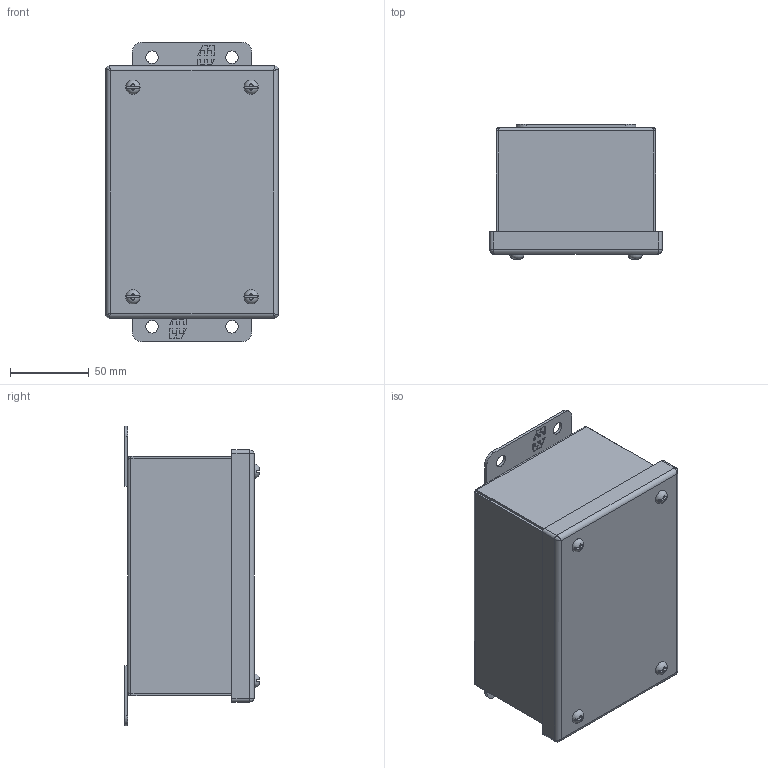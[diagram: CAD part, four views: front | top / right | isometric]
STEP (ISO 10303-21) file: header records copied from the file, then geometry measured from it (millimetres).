
FILE_DESCRIPTION (( 'STEP AP214' ), '1' );
FILE_NAME ('1414SCC.STEP', '2019-09-27T22:16:57', ( '' ), ( '' ), 'SwSTEP 2.0', 'SolidWorks 2018', '' );
FILE_SCHEMA (( 'AUTOMOTIVE_DESIGN' ));
Length unit declared in the file: inch
Products named in the file (1): 1414SCC
Bounding box: 109.52 x 85.64 x 190.5 mm (x, y, z)
Volume: 196648.6 mm3; surface area: 222595.1 mm2
Topology: 24 solids, 24 shells, 560 faces, 1363 edges, 869 vertices
Faces by surface type: plane 368, cylinder 136, bspline 28, cone 24, torus 4
Full cylindrical faces by diameter (mm): 3.759 x4, 3.967 x5, 4.039 x4, 4.775 x1, 4.826 x4, 6.35 x5, 6.731 x4, 6.985 x4, 7.938 x4, 9.525 x5, 9.906 x4
Entity records: 25138 total; most frequent: CARTESIAN_POINT 5485, ORIENTED_EDGE 2506, DIRECTION 2470, EDGE_CURVE 1253, LINE 870, VECTOR 870, VERTEX_POINT 843, AXIS2_PLACEMENT_3D 800
